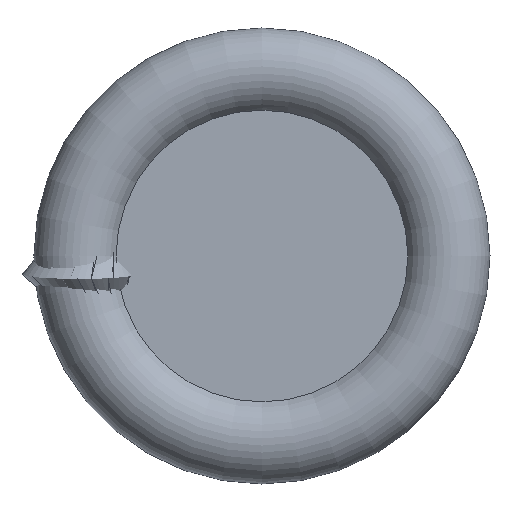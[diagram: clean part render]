
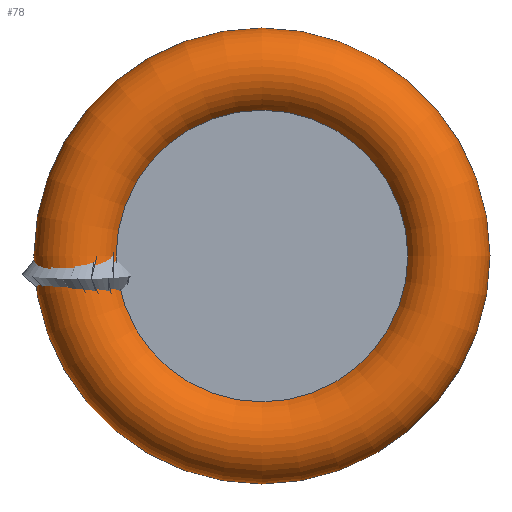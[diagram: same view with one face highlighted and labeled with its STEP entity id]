
A CAD part, left-side view. The second image highlights one B-rep face of the part: STEP entity #78.
In plain terms, the highlighted toroidal (fillet/blend) face has major radius 16.123 mm and minor radius 3.78 mm.
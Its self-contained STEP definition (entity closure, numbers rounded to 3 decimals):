
#78=ADVANCED_FACE('',(#108,#109),#89,.T.);
#89=TOROIDAL_SURFACE('',#262,16.123,3.78);
#108=FACE_BOUND('',#140,.T.);
#109=FACE_BOUND('',#141,.T.);
#140=EDGE_LOOP('',(#174));
#141=EDGE_LOOP('',(#175));
#174=ORIENTED_EDGE('',*,*,#217,.F.);
#175=ORIENTED_EDGE('',*,*,#216,.T.);
#199=VERTEX_POINT('',#374);
#200=VERTEX_POINT('',#377);
#216=EDGE_CURVE('',#199,#199,#233,.T.);
#217=EDGE_CURVE('',#200,#200,#234,.T.);
#233=CIRCLE('',#259,19.675);
#234=CIRCLE('',#261,12.731);
#259=AXIS2_PLACEMENT_3D('',#373,#312,#313);
#261=AXIS2_PLACEMENT_3D('',#376,#316,#317);
#262=AXIS2_PLACEMENT_3D('',#378,#318,#319);
#312=DIRECTION('',(-1.,0.,0.));
#313=DIRECTION('',(0.,0.,1.));
#316=DIRECTION('',(-1.,0.,0.));
#317=DIRECTION('',(0.,0.,1.));
#318=DIRECTION('',(-1.,0.,0.));
#319=DIRECTION('',(0.,0.,1.));
#373=CARTESIAN_POINT('',(5.961,0.,0.));
#374=CARTESIAN_POINT('',(5.961,0.,19.675));
#376=CARTESIAN_POINT('',(3.,0.,0.));
#377=CARTESIAN_POINT('',(3.,0.,12.731));
#378=CARTESIAN_POINT('',(4.668,0.,0.));
